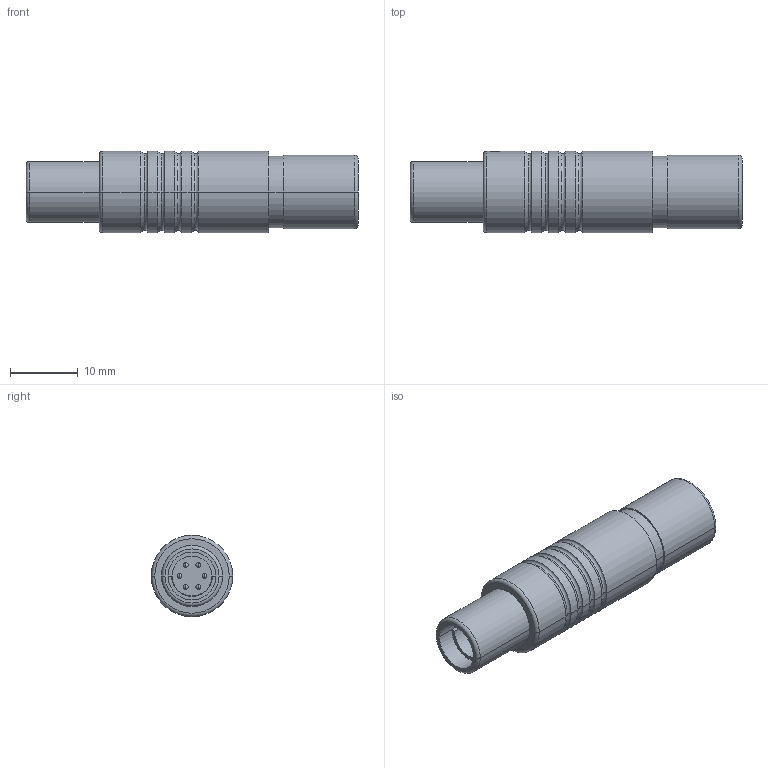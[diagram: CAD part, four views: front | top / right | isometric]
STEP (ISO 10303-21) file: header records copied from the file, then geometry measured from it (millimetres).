
FILE_DESCRIPTION((''),'2;1');
FILE_NAME('S31F1C-P06M','2021-02-03T15:23:00',('RTrager'),(''),'CREO PARAMETRIC BY PTC INC, 2018300','CREO PARAMETRIC BY PTC INC, 2018300','');
FILE_SCHEMA(('AP242_MANAGED_MODEL_BASED_3D_ENGINEERING_MIM_LF { 1 0 10303 442 1 1 4 }'));
Length unit declared in the file: millimetre
Products named in the file (1): S31F1C-P06M
Bounding box: 49 x 12 x 12 mm (x, y, z)
Volume: 3571.5 mm3; surface area: 2921.2 mm2
Topology: 1 solids, 1 shells, 141 faces, 330 edges, 198 vertices
Faces by surface type: cylinder 77, plane 24, torus 20, sphere 12, cone 8
Entity records: 6660 total; most frequent: CARTESIAN_POINT 975, DIRECTION 750, ORIENTED_EDGE 636, PRESENTATION_STYLE_ASSIGNMENT 455, STYLED_ITEM 370, AXIS2_PLACEMENT_3D 323, CURVE_STYLE 318, EDGE_CURVE 318
